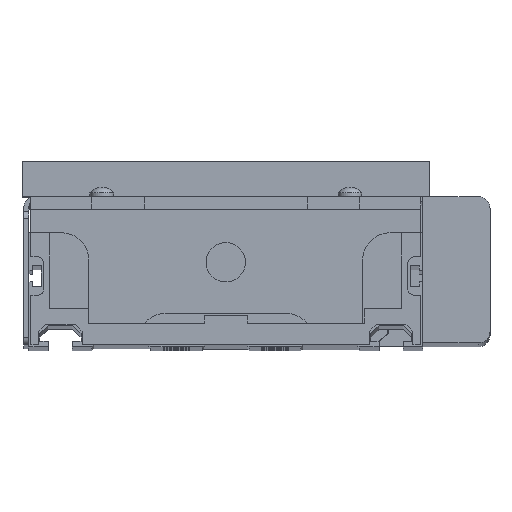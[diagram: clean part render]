
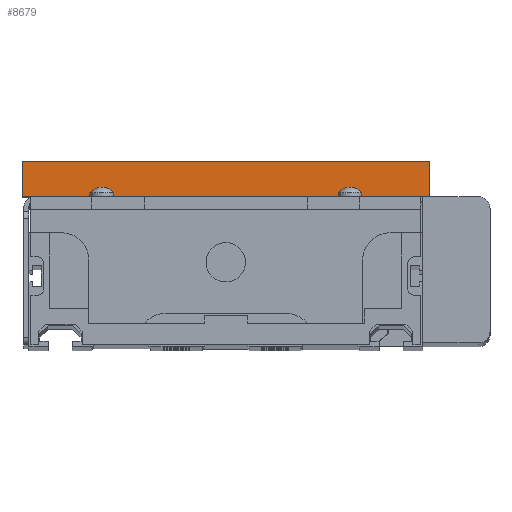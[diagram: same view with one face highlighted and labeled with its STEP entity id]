
A CAD part, top view. The second image highlights one B-rep face of the part: STEP entity #8679.
In plain terms, the highlighted planar face has unit normal (0, 0, 1).
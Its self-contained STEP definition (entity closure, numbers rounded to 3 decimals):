
#436 = VECTOR ( 'NONE', #7844, 1000. ) ;
#843 = CARTESIAN_POINT ( 'NONE',  ( -51.75, 17.5, 90. ) ) ;
#1204 = CARTESIAN_POINT ( 'NONE',  ( 51.75, 17.5, 90. ) ) ;
#1954 = CARTESIAN_POINT ( 'NONE',  ( -51.75, 26.5, 90. ) ) ;
#2046 = VERTEX_POINT ( 'NONE', #1954 ) ;
#2503 = EDGE_CURVE ( 'NONE', #3023, #6128, #9092, .T. ) ;
#3023 = VERTEX_POINT ( 'NONE', #5662 ) ;
#5662 = CARTESIAN_POINT ( 'NONE',  ( -51.75, 17.5, 90. ) ) ;
#6128 = VERTEX_POINT ( 'NONE', #17596 ) ;
#6890 = VECTOR ( 'NONE', #26713, 1000. ) ;
#7106 = DIRECTION ( 'NONE',  ( 1., 0., 0. ) ) ;
#7310 = CARTESIAN_POINT ( 'NONE',  ( 51.75, 26.5, 90. ) ) ;
#7398 = EDGE_CURVE ( 'NONE', #2046, #25120, #27153, .T. ) ;
#7844 = DIRECTION ( 'NONE',  ( 1., 0., 0. ) ) ;
#8590 = ORIENTED_EDGE ( 'NONE', *, *, #21504, .F. ) ;
#8679 = ADVANCED_FACE ( 'NONE', ( #11992 ), #16231, .T. ) ;
#9092 = LINE ( 'NONE', #11214, #19076 ) ;
#9813 = CARTESIAN_POINT ( 'NONE',  ( -51.75, 26.5, 90. ) ) ;
#10016 = ORIENTED_EDGE ( 'NONE', *, *, #2503, .T. ) ;
#10703 = CARTESIAN_POINT ( 'NONE',  ( -51.75, 17.5, 90. ) ) ;
#10975 = LINE ( 'NONE', #10703, #18158 ) ;
#11214 = CARTESIAN_POINT ( 'NONE',  ( -51.75, 17.5, 90. ) ) ;
#11992 = FACE_OUTER_BOUND ( 'NONE', #12846, .T. ) ;
#12846 = EDGE_LOOP ( 'NONE', ( #16668, #8590, #10016, #17085 ) ) ;
#13688 = DIRECTION ( 'NONE',  ( 1., 0., 0. ) ) ;
#15366 = AXIS2_PLACEMENT_3D ( 'NONE', #843, #24810, #13688 ) ;
#16231 = PLANE ( 'NONE',  #15366 ) ;
#16668 = ORIENTED_EDGE ( 'NONE', *, *, #7398, .F. ) ;
#17085 = ORIENTED_EDGE ( 'NONE', *, *, #27244, .T. ) ;
#17596 = CARTESIAN_POINT ( 'NONE',  ( 51.75, 17.5, 90. ) ) ;
#18124 = LINE ( 'NONE', #1204, #6890 ) ;
#18158 = VECTOR ( 'NONE', #24088, 1000. ) ;
#19076 = VECTOR ( 'NONE', #7106, 1000. ) ;
#21504 = EDGE_CURVE ( 'NONE', #3023, #2046, #10975, .T. ) ;
#24088 = DIRECTION ( 'NONE',  ( 0., 1., 0. ) ) ;
#24810 = DIRECTION ( 'NONE',  ( 0., 0., 1. ) ) ;
#25120 = VERTEX_POINT ( 'NONE', #7310 ) ;
#26713 = DIRECTION ( 'NONE',  ( 0., 1., 0. ) ) ;
#27153 = LINE ( 'NONE', #9813, #436 ) ;
#27244 = EDGE_CURVE ( 'NONE', #6128, #25120, #18124, .T. ) ;
